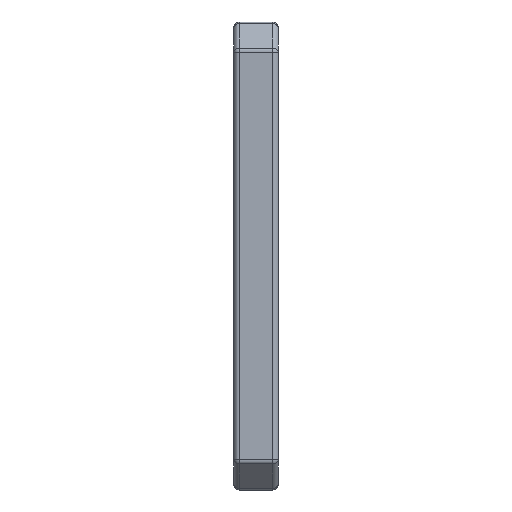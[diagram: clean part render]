
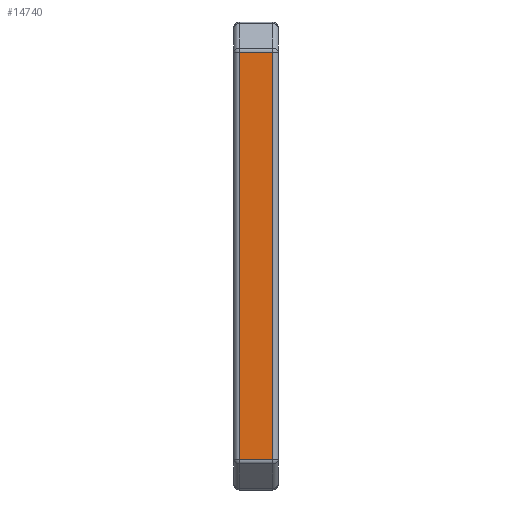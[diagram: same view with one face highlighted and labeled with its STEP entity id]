
A CAD part, front view. The second image highlights one B-rep face of the part: STEP entity #14740.
In plain terms, the highlighted planar face has unit normal (0, -1, 0).
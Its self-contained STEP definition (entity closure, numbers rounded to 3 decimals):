
#139 = CARTESIAN_POINT ( 'NONE',  ( -9.899, -20.647, 18.293 ) ) ;
#393 = VERTEX_POINT ( 'NONE', #139 ) ;
#859 = FACE_OUTER_BOUND ( 'NONE', #1433, .T. ) ;
#1433 = EDGE_LOOP ( 'NONE', ( #6003, #13283, #22358, #13036 ) ) ;
#1780 = LINE ( 'NONE', #20262, #19221 ) ;
#2169 = EDGE_CURVE ( 'NONE', #15888, #17000, #18022, .T. ) ;
#5153 = VECTOR ( 'NONE', #20224, 1000. ) ;
#5604 = VECTOR ( 'NONE', #23839, 1000. ) ;
#6003 = ORIENTED_EDGE ( 'NONE', *, *, #13355, .T. ) ;
#6037 = DIRECTION ( 'NONE',  ( 0., 0., -1. ) ) ;
#6282 = CARTESIAN_POINT ( 'NONE',  ( -6.899, -20.647, 18.293 ) ) ;
#6812 = EDGE_CURVE ( 'NONE', #13865, #15888, #10899, .T. ) ;
#9269 = PLANE ( 'NONE',  #13681 ) ;
#10899 = LINE ( 'NONE', #23567, #5604 ) ;
#11476 = DIRECTION ( 'NONE',  ( 1., 0., 0. ) ) ;
#12185 = VECTOR ( 'NONE', #21917, 1000. ) ;
#12432 = CARTESIAN_POINT ( 'NONE',  ( -9.899, -20.647, -18.293 ) ) ;
#13036 = ORIENTED_EDGE ( 'NONE', *, *, #2169, .T. ) ;
#13283 = ORIENTED_EDGE ( 'NONE', *, *, #13500, .T. ) ;
#13355 = EDGE_CURVE ( 'NONE', #17000, #393, #21649, .T. ) ;
#13500 = EDGE_CURVE ( 'NONE', #393, #13865, #1780, .T. ) ;
#13541 = CARTESIAN_POINT ( 'NONE',  ( -6.399, -20.647, 18.5 ) ) ;
#13681 = AXIS2_PLACEMENT_3D ( 'NONE', #13541, #15471, #11476 ) ;
#13865 = VERTEX_POINT ( 'NONE', #12432 ) ;
#14740 = ADVANCED_FACE ( 'NONE', ( #859 ), #9269, .F. ) ;
#15471 = DIRECTION ( 'NONE',  ( 0., 1., 0. ) ) ;
#15581 = CARTESIAN_POINT ( 'NONE',  ( -6.399, -20.647, 18.293 ) ) ;
#15888 = VERTEX_POINT ( 'NONE', #23900 ) ;
#16861 = CARTESIAN_POINT ( 'NONE',  ( -6.899, -20.647, 18.5 ) ) ;
#17000 = VERTEX_POINT ( 'NONE', #6282 ) ;
#18022 = LINE ( 'NONE', #16861, #5153 ) ;
#19221 = VECTOR ( 'NONE', #6037, 1000. ) ;
#20224 = DIRECTION ( 'NONE',  ( 0., 0., 1. ) ) ;
#20262 = CARTESIAN_POINT ( 'NONE',  ( -9.899, -20.647, -18.5 ) ) ;
#21649 = LINE ( 'NONE', #15581, #12185 ) ;
#21917 = DIRECTION ( 'NONE',  ( -1., 0., 0. ) ) ;
#22358 = ORIENTED_EDGE ( 'NONE', *, *, #6812, .T. ) ;
#23567 = CARTESIAN_POINT ( 'NONE',  ( -6.399, -20.647, -18.293 ) ) ;
#23839 = DIRECTION ( 'NONE',  ( 1., 0., 0. ) ) ;
#23900 = CARTESIAN_POINT ( 'NONE',  ( -6.899, -20.647, -18.293 ) ) ;
